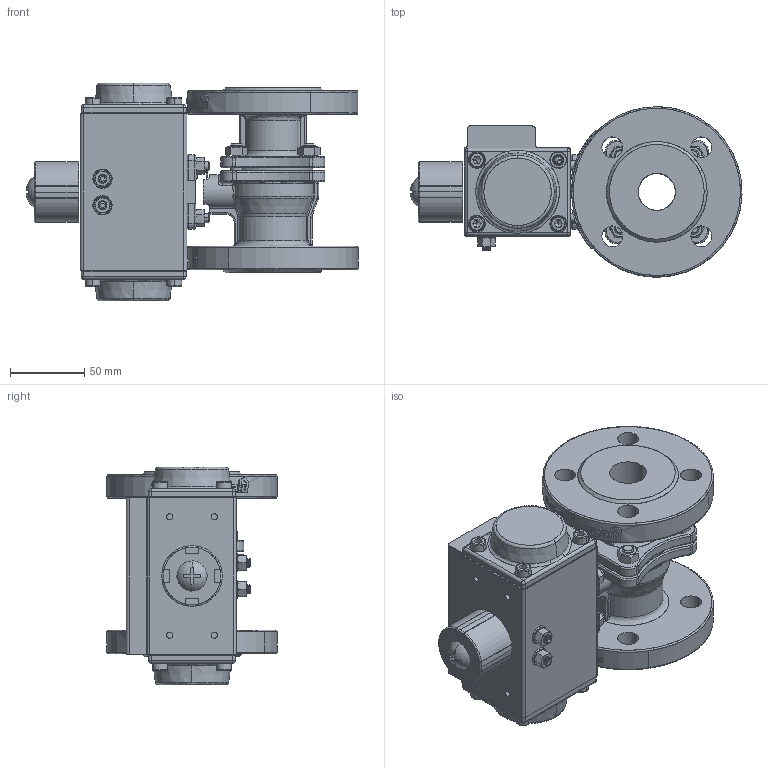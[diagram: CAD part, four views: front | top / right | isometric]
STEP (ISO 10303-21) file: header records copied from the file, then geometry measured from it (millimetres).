
FILE_DESCRIPTION (( 'STEP AP214' ), '1' );
FILE_NAME ('PK05_DN25 (PK05000005).STEP', '2022-04-27T12:14:11', ( '' ), ( '' ), 'SwSTEP 2.0', 'SolidWorks 2021', '' );
FILE_SCHEMA (( 'AUTOMOTIVE_DESIGN' ));
Length unit declared in the file: metre
Products named in the file (1): PK05_DN25 (PK05000005)
Bounding box: 224.19 x 115.06 x 147 mm (x, y, z)
Surface area: 156586.3 mm2 (no closed solid volume)
Topology: 0 solids, 807 shells, 1057 faces, 4720 edges, 4372 vertices
Faces by surface type: bspline 354, cylinder 295, plane 290, cone 116, sphere 2
Entity records: 96243 total; most frequent: CARTESIAN_POINT 51292, DIRECTION 5615, ORIENTED_EDGE 5182, EDGE_CURVE 4683, VERTEX_POINT 4372, AXIS2_PLACEMENT_3D 2021, B_SPLINE_CURVE_WITH_KNOTS 1791, LINE 1573
